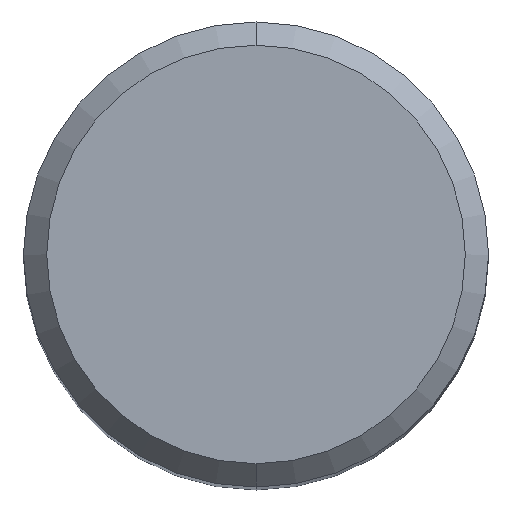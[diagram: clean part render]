
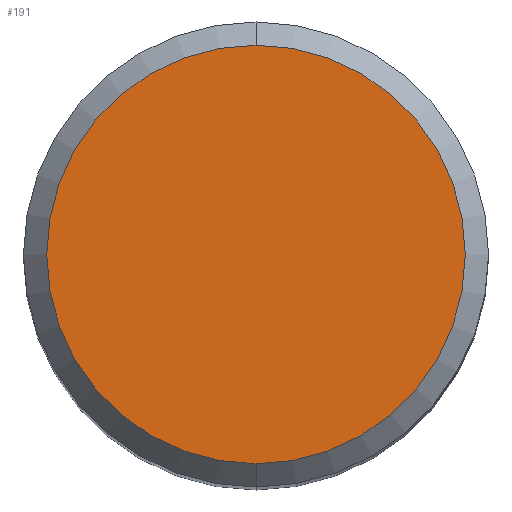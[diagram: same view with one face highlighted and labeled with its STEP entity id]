
A CAD part, top view. The second image highlights one B-rep face of the part: STEP entity #191.
In plain terms, the highlighted planar face has unit normal (0, 0, 1).
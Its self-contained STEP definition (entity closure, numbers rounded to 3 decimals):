
#109=EDGE_CURVE('',#221,#149,#262,.T.);
#121=EDGE_CURVE('',#149,#221,#275,.T.);
#149=VERTEX_POINT('',#308);
#191=ADVANCED_FACE('',(#356),#357,.T.);
#221=VERTEX_POINT('',#388);
#262=CIRCLE('',#426,5.4);
#275=CIRCLE('',#442,5.4);
#308=CARTESIAN_POINT('',(0.0,5.4,0.));
#356=FACE_OUTER_BOUND('',#543,.T.);
#357=PLANE('',#544);
#388=CARTESIAN_POINT('',(0.,-5.4,0.));
#426=AXIS2_PLACEMENT_3D('',#621,#622,#623);
#442=AXIS2_PLACEMENT_3D('',#633,#634,#635);
#543=EDGE_LOOP('',(#749,#750));
#544=AXIS2_PLACEMENT_3D('',#751,#752,#753);
#621=CARTESIAN_POINT('',(0.0,0.0,0.));
#622=DIRECTION('',(0.0,0.0,-1.0));
#623=DIRECTION('',(0.0,1.0,0.0));
#633=CARTESIAN_POINT('',(0.0,0.0,0.));
#634=DIRECTION('',(0.0,0.0,-1.0));
#635=DIRECTION('',(0.0,1.0,0.0));
#749=ORIENTED_EDGE('',*,*,#121,.F.);
#750=ORIENTED_EDGE('',*,*,#109,.F.);
#751=CARTESIAN_POINT('',(0.0,2.7,0.));
#752=DIRECTION('',(-0.0,0.0,1.0));
#753=DIRECTION('',(0.0,-1.0,0.0));
